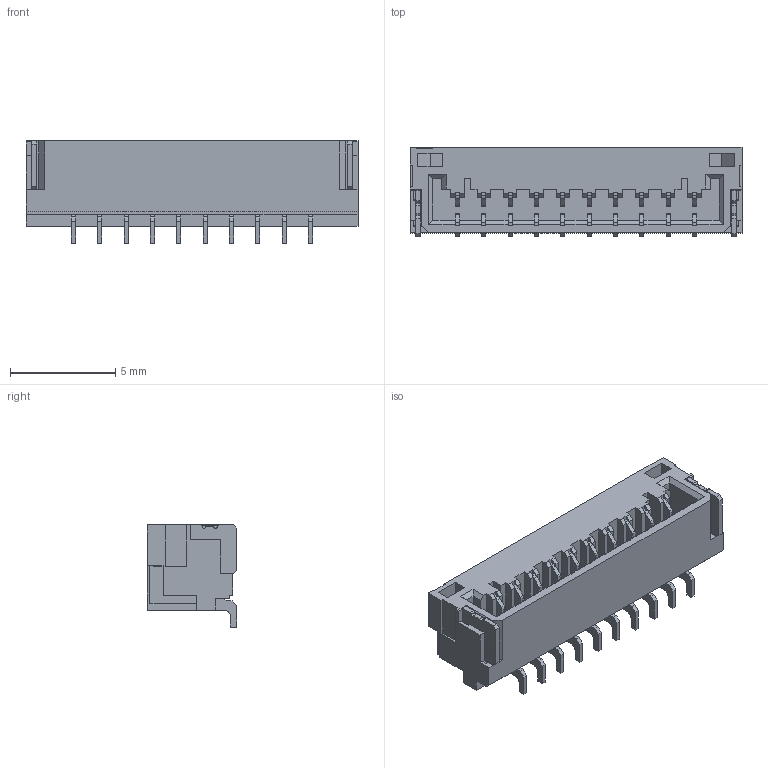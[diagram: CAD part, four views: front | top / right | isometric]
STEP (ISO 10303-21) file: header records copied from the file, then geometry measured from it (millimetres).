
FILE_DESCRIPTION (( 'STEP AP214' ), '1' );
FILE_NAME ('SM10B-GHS-TB.STEP', '2023-11-14T06:28:51', ( '' ), ( '' ), 'SwSTEP 2.0', 'SolidWorks 2021', '' );
FILE_SCHEMA (( 'AUTOMOTIVE_DESIGN' ));
Length unit declared in the file: millimetre
Products named in the file (3): SMxB-GHS-TB 8plus_10; SM10B-GHS-TB; pin
Assembly tree (11 placements, depth 2):
  SM10B-GHS-TB
    SMxB-GHS-TB 8plus_10
    pin  x10
Bounding box: 15.75 x 4.25 x 4.85 mm (x, y, z)
Volume: 197.9 mm3; surface area: 594.8 mm2
Topology: 23 solids, 23 shells, 626 faces, 1772 edges, 1178 vertices
Faces by surface type: plane 544, cylinder 82
Entity records: 12041 total; most frequent: CARTESIAN_POINT 2150, ORIENTED_EDGE 2140, DIRECTION 1848, EDGE_CURVE 1070, VECTOR 1032, LINE 1032, VERTEX_POINT 710, AXIS2_PLACEMENT_3D 408
